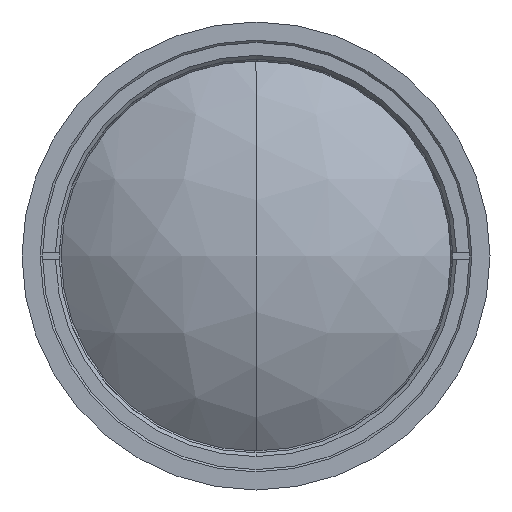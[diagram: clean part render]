
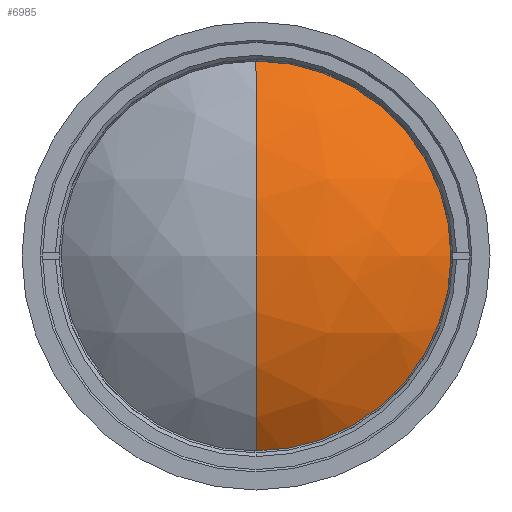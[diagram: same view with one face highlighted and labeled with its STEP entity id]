
A CAD part, left-side view. The second image highlights one B-rep face of the part: STEP entity #6985.
In plain terms, the highlighted free-form (B-spline) face has degree [3, 3] with [4, 4] control points.
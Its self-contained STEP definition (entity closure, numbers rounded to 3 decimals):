
#295 = EDGE_LOOP ( 'NONE', ( #14974, #11131 ) ) ;
#328 = VERTEX_POINT ( 'NONE', #8014 ) ;
#571 = FACE_OUTER_BOUND ( 'NONE', #295, .T. ) ;
#682 = CARTESIAN_POINT ( 'NONE',  ( -126.038, 0., -28.281 ) ) ;
#849 =( BOUNDED_SURFACE ( )  B_SPLINE_SURFACE ( 3, 3, ( 
 ( #13325, #16340, #6912, #11655 ),
 ( #2354, #15051, #13514, #8652 ),
 ( #864, #8446, #13229, #18105 ),
 ( #682, #3903, #2038, #18014 ) ),
 .UNSPECIFIED., .F., .F., .F. ) 
 B_SPLINE_SURFACE_WITH_KNOTS ( ( 4, 4 ),
 ( 4, 4 ),
 ( 0., 1. ),
 ( 0., 1. ),
 .UNSPECIFIED. ) 
 GEOMETRIC_REPRESENTATION_ITEM ( )  RATIONAL_B_SPLINE_SURFACE ( (
 ( 1., 0.961, 0.961, 1.),
 ( 0.847, 0.814, 0.814, 0.847),
 ( 0.847, 0.814, 0.814, 0.847),
 ( 1., 0.961, 0.961, 1.) ) ) 
 REPRESENTATION_ITEM ( '' )  SURFACE ( )  );
#864 = CARTESIAN_POINT ( 'NONE',  ( -140.239, 0., -11.132 ) ) ;
#1234 = CIRCLE ( 'NONE', #12812, 44.342 ) ;
#2038 = CARTESIAN_POINT ( 'NONE',  ( -123.334, -15.541, -28.281 ) ) ;
#2354 = CARTESIAN_POINT ( 'NONE',  ( -140.239, 0., 11.132 ) ) ;
#3378 = EDGE_CURVE ( 'NONE', #328, #14609, #1234, .T. ) ;
#3903 = CARTESIAN_POINT ( 'NONE',  ( -126.038, -8.006, -28.281 ) ) ;
#5740 = CARTESIAN_POINT ( 'NONE',  ( -126.269, 0., 0. ) ) ;
#6912 = CARTESIAN_POINT ( 'NONE',  ( -123.334, -15.541, 28.281 ) ) ;
#6985 = ADVANCED_FACE ( 'NONE', ( #571 ), #849, .T. ) ;
#8014 = CARTESIAN_POINT ( 'NONE',  ( -126.269, 0., 28. ) ) ;
#8041 = CIRCLE ( 'NONE', #12332, 28. ) ;
#8446 = CARTESIAN_POINT ( 'NONE',  ( -140.239, -11.334, -11.132 ) ) ;
#8652 = CARTESIAN_POINT ( 'NONE',  ( -129.202, -30.75, 11.132 ) ) ;
#10130 = DIRECTION ( 'NONE',  ( 0., -1., 0. ) ) ;
#11131 = ORIENTED_EDGE ( 'NONE', *, *, #3378, .T. ) ;
#11390 = DIRECTION ( 'NONE',  ( 0., 0., 1. ) ) ;
#11597 = EDGE_CURVE ( 'NONE', #14609, #328, #8041, .T. ) ;
#11655 = CARTESIAN_POINT ( 'NONE',  ( -118.243, -21.719, 28.281 ) ) ;
#12332 = AXIS2_PLACEMENT_3D ( 'NONE', #5740, #19753, #16433 ) ;
#12812 = AXIS2_PLACEMENT_3D ( 'NONE', #19703, #10130, #11390 ) ;
#13229 = CARTESIAN_POINT ( 'NONE',  ( -136.41, -22.002, -11.132 ) ) ;
#13325 = CARTESIAN_POINT ( 'NONE',  ( -126.038, 0., 28.281 ) ) ;
#13499 = CARTESIAN_POINT ( 'NONE',  ( -126.269, 0., -28. ) ) ;
#13514 = CARTESIAN_POINT ( 'NONE',  ( -136.41, -22.002, 11.132 ) ) ;
#14609 = VERTEX_POINT ( 'NONE', #13499 ) ;
#14974 = ORIENTED_EDGE ( 'NONE', *, *, #11597, .T. ) ;
#15051 = CARTESIAN_POINT ( 'NONE',  ( -140.239, -11.334, 11.132 ) ) ;
#16340 = CARTESIAN_POINT ( 'NONE',  ( -126.038, -8.006, 28.281 ) ) ;
#16433 = DIRECTION ( 'NONE',  ( 0., 0., -1. ) ) ;
#18014 = CARTESIAN_POINT ( 'NONE',  ( -118.243, -21.719, -28.281 ) ) ;
#18105 = CARTESIAN_POINT ( 'NONE',  ( -129.202, -30.75, -11.132 ) ) ;
#19703 = CARTESIAN_POINT ( 'NONE',  ( -91.886, 0., 0. ) ) ;
#19753 = DIRECTION ( 'NONE',  ( -1., 0., 0. ) ) ;
